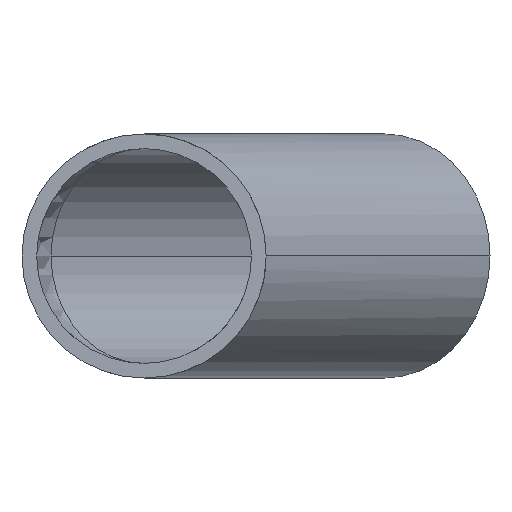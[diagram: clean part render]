
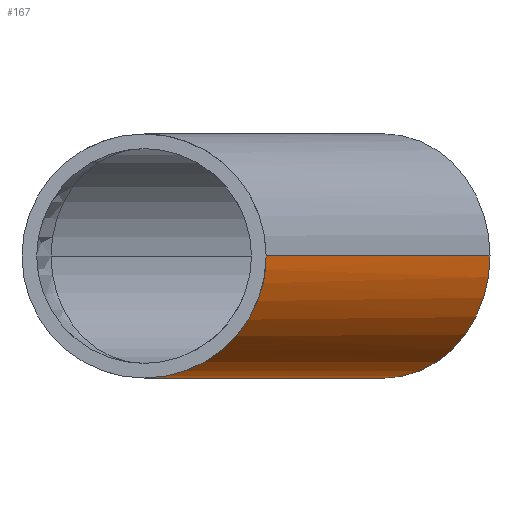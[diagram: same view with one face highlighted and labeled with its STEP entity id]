
A CAD part, left-side view. The second image highlights one B-rep face of the part: STEP entity #167.
In plain terms, the highlighted cylindrical face has radius 55 mm (diameter 110 mm), a partial arc.
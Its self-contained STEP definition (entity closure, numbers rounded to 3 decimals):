
#105 = VERTEX_POINT( '', #241 );
#107 = EDGE_CURVE( '', #105, #171, #243, .T. );
#141 = EDGE_CURVE( '', #147, #179, #282, .T. );
#145 = EDGE_CURVE( '', #153, #147, #287, .T. );
#147 = VERTEX_POINT( '', #289 );
#153 = VERTEX_POINT( '', #295 );
#167 = ADVANCED_FACE( '', ( #311 ), #312, .T. );
#171 = VERTEX_POINT( '', #316 );
#179 = VERTEX_POINT( '', #326 );
#189 = EDGE_CURVE( '', #179, #171, #336, .T. );
#195 = EDGE_CURVE( '', #105, #153, #343, .T. );
#241 = CARTESIAN_POINT( '', ( 431.494, -60.619, 0. ) );
#243 = CIRCLE( '', #388, 55. );
#282 = ELLIPSE( '', #439, 56.94, 55. );
#287 = CIRCLE( '', #445, 55. );
#289 = CARTESIAN_POINT( '', ( 216.5, 0., -55. ) );
#295 = CARTESIAN_POINT( '', ( 244., 47.631, 0. ) );
#311 = FACE_OUTER_BOUND( '', #473, .T. );
#312 = CYLINDRICAL_SURFACE( '', #474, 55. );
#316 = CARTESIAN_POINT( '', ( 376.494, -155.881, 0. ) );
#326 = CARTESIAN_POINT( '', ( 201.763, -55., 0. ) );
#336 = LINE( '', #504, #505 );
#343 = LINE( '', #514, #515 );
#388 = AXIS2_PLACEMENT_3D( '', #556, #557, #558 );
#439 = AXIS2_PLACEMENT_3D( '', #602, #603, #604 );
#445 = AXIS2_PLACEMENT_3D( '', #614, #615, #616 );
#473 = EDGE_LOOP( '', ( #643, #644, #645, #646, #647 ) );
#474 = AXIS2_PLACEMENT_3D( '', #648, #649, #650 );
#504 = CARTESIAN_POINT( '', ( 282.747, -101.756, 0. ) );
#505 = VECTOR( '', #678, 1. );
#514 = CARTESIAN_POINT( '', ( 337.747, -6.494, 0. ) );
#515 = VECTOR( '', #691, 1. );
#556 = CARTESIAN_POINT( '', ( 403.994, -108.25, 0. ) );
#557 = DIRECTION( '', ( -0.866, 0.5, 0. ) );
#558 = DIRECTION( '', ( 0.5, 0.866, 0. ) );
#602 = CARTESIAN_POINT( '', ( 216.5, 0., 0. ) );
#603 = DIRECTION( '', ( -0.966, 0.259, 0. ) );
#604 = DIRECTION( '', ( 0.259, 0.966, 0. ) );
#614 = CARTESIAN_POINT( '', ( 216.5, 0., 0. ) );
#615 = DIRECTION( '', ( -0.866, 0.5, 0. ) );
#616 = DIRECTION( '', ( 0.5, 0.866, 0. ) );
#643 = ORIENTED_EDGE( '', *, *, #195, .F. );
#644 = ORIENTED_EDGE( '', *, *, #107, .T. );
#645 = ORIENTED_EDGE( '', *, *, #189, .F. );
#646 = ORIENTED_EDGE( '', *, *, #141, .F. );
#647 = ORIENTED_EDGE( '', *, *, #145, .F. );
#648 = CARTESIAN_POINT( '', ( 310.247, -54.125, 0. ) );
#649 = DIRECTION( '', ( 0.866, -0.5, 0. ) );
#650 = DIRECTION( '', ( 0.5, 0.866, 0. ) );
#678 = DIRECTION( '', ( 0.866, -0.5, 0. ) );
#691 = DIRECTION( '', ( -0.866, 0.5, 0. ) );
